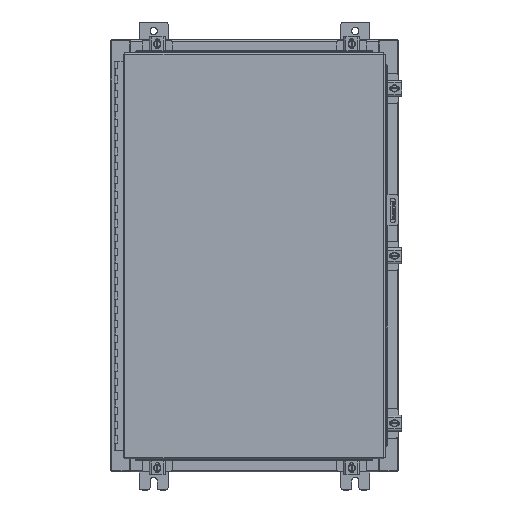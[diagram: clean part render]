
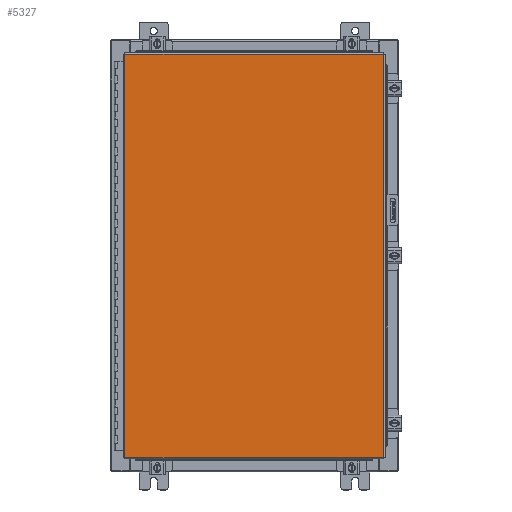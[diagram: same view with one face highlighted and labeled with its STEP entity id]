
A CAD part, top view. The second image highlights one B-rep face of the part: STEP entity #5327.
In plain terms, the highlighted planar face has unit normal (0, 0, 1).
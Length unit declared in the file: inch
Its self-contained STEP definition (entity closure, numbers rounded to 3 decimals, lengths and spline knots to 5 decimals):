
#746 = CARTESIAN_POINT ( 'NONE',  ( 0., 0., 0. ) ) ;
#872 = DIRECTION ( 'NONE',  ( 0., 0., -1. ) ) ;
#1370 = VERTEX_POINT ( 'NONE', #28244 ) ;
#1829 = VERTEX_POINT ( 'NONE', #24437 ) ;
#2515 = EDGE_CURVE ( 'NONE', #1829, #4608, #20843, .T. ) ;
#4042 = VECTOR ( 'NONE', #30584, 39.37008 ) ;
#4205 = CARTESIAN_POINT ( 'NONE',  ( -8.9903, 14.0063, 0. ) ) ;
#4320 = VECTOR ( 'NONE', #27601, 39.37008 ) ;
#4608 = VERTEX_POINT ( 'NONE', #31509 ) ;
#5261 = EDGE_LOOP ( 'NONE', ( #23750, #16011, #24823, #6941 ) ) ;
#5327 = ADVANCED_FACE ( 'NONE', ( #27726 ), #21231, .F. ) ;
#6627 = DIRECTION ( 'NONE',  ( 0., 1., 0. ) ) ;
#6941 = ORIENTED_EDGE ( 'NONE', *, *, #2515, .T. ) ;
#8367 = VECTOR ( 'NONE', #12045, 39.37008 ) ;
#9841 = CARTESIAN_POINT ( 'NONE',  ( 8.9903, 14.0063, 0. ) ) ;
#12045 = DIRECTION ( 'NONE',  ( 1., 0., 0. ) ) ;
#15307 = AXIS2_PLACEMENT_3D ( 'NONE', #746, #872, #21348 ) ;
#15338 = CARTESIAN_POINT ( 'NONE',  ( 8.9903, -14.0063, 0. ) ) ;
#16011 = ORIENTED_EDGE ( 'NONE', *, *, #29845, .T. ) ;
#16190 = EDGE_CURVE ( 'NONE', #1370, #1829, #25560, .T. ) ;
#18473 = VERTEX_POINT ( 'NONE', #15338 ) ;
#20843 = LINE ( 'NONE', #4205, #4320 ) ;
#21231 = PLANE ( 'NONE',  #15307 ) ;
#21348 = DIRECTION ( 'NONE',  ( -1., 0., 0. ) ) ;
#23750 = ORIENTED_EDGE ( 'NONE', *, *, #37694, .T. ) ;
#23985 = LINE ( 'NONE', #32532, #8367 ) ;
#24437 = CARTESIAN_POINT ( 'NONE',  ( -8.9903, 14.0063, 0. ) ) ;
#24823 = ORIENTED_EDGE ( 'NONE', *, *, #16190, .T. ) ;
#25560 = LINE ( 'NONE', #9841, #4042 ) ;
#27601 = DIRECTION ( 'NONE',  ( 0., -1., 0. ) ) ;
#27726 = FACE_OUTER_BOUND ( 'NONE', #5261, .T. ) ;
#28244 = CARTESIAN_POINT ( 'NONE',  ( 8.9903, 14.0063, 0. ) ) ;
#28752 = VECTOR ( 'NONE', #6627, 39.37008 ) ;
#29845 = EDGE_CURVE ( 'NONE', #18473, #1370, #37513, .T. ) ;
#30584 = DIRECTION ( 'NONE',  ( -1., 0., 0. ) ) ;
#31509 = CARTESIAN_POINT ( 'NONE',  ( -8.9903, -14.0063, 0. ) ) ;
#32532 = CARTESIAN_POINT ( 'NONE',  ( -8.9903, -14.0063, 0. ) ) ;
#32860 = CARTESIAN_POINT ( 'NONE',  ( 8.9903, -14.0063, 0. ) ) ;
#37513 = LINE ( 'NONE', #32860, #28752 ) ;
#37694 = EDGE_CURVE ( 'NONE', #4608, #18473, #23985, .T. ) ;
